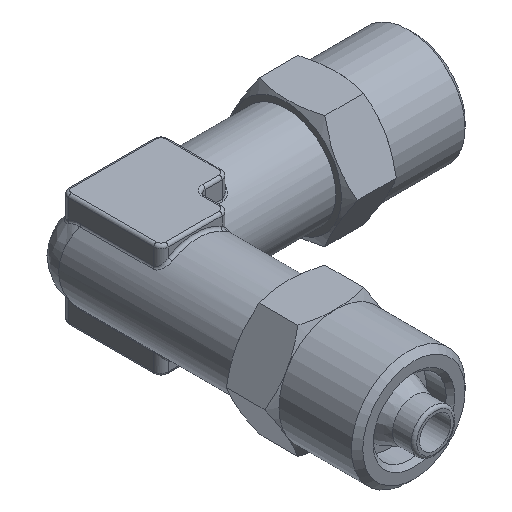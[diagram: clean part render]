
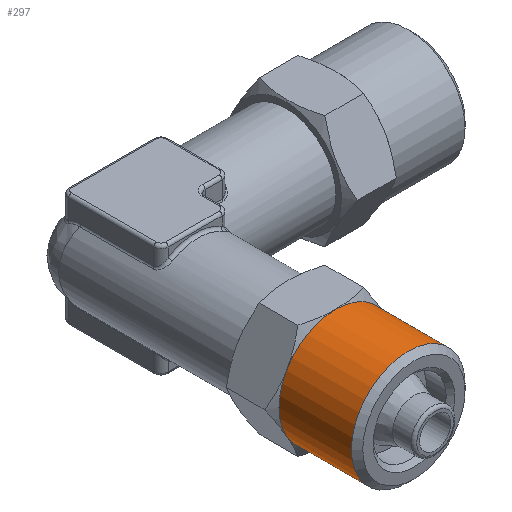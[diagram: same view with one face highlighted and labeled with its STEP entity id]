
A CAD part, isometric view. The second image highlights one B-rep face of the part: STEP entity #297.
In plain terms, the highlighted cylindrical face has radius 4 mm (diameter 8 mm), a full revolution.
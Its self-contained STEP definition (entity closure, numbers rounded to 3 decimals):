
#297 = ADVANCED_FACE( 'NONE', ( #669, #670 ), #671, .T. );
#669 = FACE_OUTER_BOUND( '', #1443, .T. );
#670 = FACE_OUTER_BOUND( '', #1444, .T. );
#671 = CYLINDRICAL_SURFACE( '', #1445, 4. );
#1443 = EDGE_LOOP( '', ( #2508, #2509, #2510, #2511, #2512, #2513 ) );
#1444 = EDGE_LOOP( '', ( #2514 ) );
#1445 = AXIS2_PLACEMENT_3D( '', #2515, #2516, #2517 );
#2508 = ORIENTED_EDGE( '', *, *, #3344, .F. );
#2509 = ORIENTED_EDGE( '', *, *, #3290, .F. );
#2510 = ORIENTED_EDGE( '', *, *, #3345, .F. );
#2511 = ORIENTED_EDGE( '', *, *, #3092, .F. );
#2512 = ORIENTED_EDGE( '', *, *, #3129, .F. );
#2513 = ORIENTED_EDGE( '', *, *, #3140, .F. );
#2514 = ORIENTED_EDGE( '', *, *, #3131, .T. );
#2515 = CARTESIAN_POINT( '', ( 0., -8.581, 0. ) );
#2516 = DIRECTION( '', ( 0., -1., 0. ) );
#2517 = DIRECTION( '', ( 0., 0., -1. ) );
#3092 = EDGE_CURVE( 'NONE', #3546, #3549, #3550, .T. );
#3129 = EDGE_CURVE( 'NONE', #3609, #3546, #3611, .T. );
#3131 = EDGE_CURVE( 'NONE', #3613, #3613, #3614, .T. );
#3140 = EDGE_CURVE( 'NONE', #3596, #3609, #3628, .T. );
#3290 = EDGE_CURVE( 'NONE', #3857, #3493, #3859, .T. );
#3344 = EDGE_CURVE( 'NONE', #3493, #3596, #3931, .T. );
#3345 = EDGE_CURVE( 'NONE', #3549, #3857, #3932, .T. );
#3493 = VERTEX_POINT( 'NONE', #4111 );
#3546 = VERTEX_POINT( 'NONE', #4232 );
#3549 = VERTEX_POINT( 'NONE', #4239 );
#3550 = CIRCLE( '', #4240, 4. );
#3596 = VERTEX_POINT( 'NONE', #4389 );
#3609 = VERTEX_POINT( 'NONE', #4413 );
#3611 = CIRCLE( '', #4419, 4. );
#3613 = VERTEX_POINT( '', #4421 );
#3614 = CIRCLE( '', #4422, 4. );
#3628 = CIRCLE( '', #4440, 4. );
#3857 = VERTEX_POINT( 'NONE', #4885 );
#3859 = CIRCLE( '', #4891, 4. );
#3931 = CIRCLE( '', #5031, 4. );
#3932 = CIRCLE( '', #5032, 4. );
#4111 = CARTESIAN_POINT( '', ( 0., -14.5, 4. ) );
#4232 = CARTESIAN_POINT( '', ( 0., -14.5, -4. ) );
#4239 = CARTESIAN_POINT( '', ( -3.464, -14.5, -2. ) );
#4240 = AXIS2_PLACEMENT_3D( '', #5400, #5401, #5402 );
#4389 = CARTESIAN_POINT( '', ( 3.464, -14.5, 2. ) );
#4413 = CARTESIAN_POINT( '', ( 3.464, -14.5, -2. ) );
#4419 = AXIS2_PLACEMENT_3D( '', #5435, #5436, #5437 );
#4421 = CARTESIAN_POINT( '', ( 0., -19.6, -4. ) );
#4422 = AXIS2_PLACEMENT_3D( '', #5438, #5439, #5440 );
#4440 = AXIS2_PLACEMENT_3D( '', #5452, #5453, #5454 );
#4885 = CARTESIAN_POINT( '', ( -3.464, -14.5, 2. ) );
#4891 = AXIS2_PLACEMENT_3D( '', #5655, #5656, #5657 );
#5031 = AXIS2_PLACEMENT_3D( '', #5708, #5709, #5710 );
#5032 = AXIS2_PLACEMENT_3D( '', #5711, #5712, #5713 );
#5400 = CARTESIAN_POINT( '', ( 0., -14.5, 0. ) );
#5401 = DIRECTION( '', ( 0., 1., 0. ) );
#5402 = DIRECTION( '', ( 0., 0., -1. ) );
#5435 = CARTESIAN_POINT( '', ( 0., -14.5, 0. ) );
#5436 = DIRECTION( '', ( 0., 1., 0. ) );
#5437 = DIRECTION( '', ( 0., 0., -1. ) );
#5438 = CARTESIAN_POINT( '', ( 0., -19.6, 0. ) );
#5439 = DIRECTION( '', ( 0., 1., 0. ) );
#5440 = DIRECTION( '', ( 0., 0., -1. ) );
#5452 = CARTESIAN_POINT( '', ( 0., -14.5, 0. ) );
#5453 = DIRECTION( '', ( 0., 1., 0. ) );
#5454 = DIRECTION( '', ( 0., 0., -1. ) );
#5655 = CARTESIAN_POINT( '', ( 0., -14.5, 0. ) );
#5656 = DIRECTION( '', ( 0., 1., 0. ) );
#5657 = DIRECTION( '', ( 0., 0., -1. ) );
#5708 = CARTESIAN_POINT( '', ( 0., -14.5, 0. ) );
#5709 = DIRECTION( '', ( 0., 1., 0. ) );
#5710 = DIRECTION( '', ( 0., 0., -1. ) );
#5711 = CARTESIAN_POINT( '', ( 0., -14.5, 0. ) );
#5712 = DIRECTION( '', ( 0., 1., 0. ) );
#5713 = DIRECTION( '', ( 0., 0., -1. ) );
